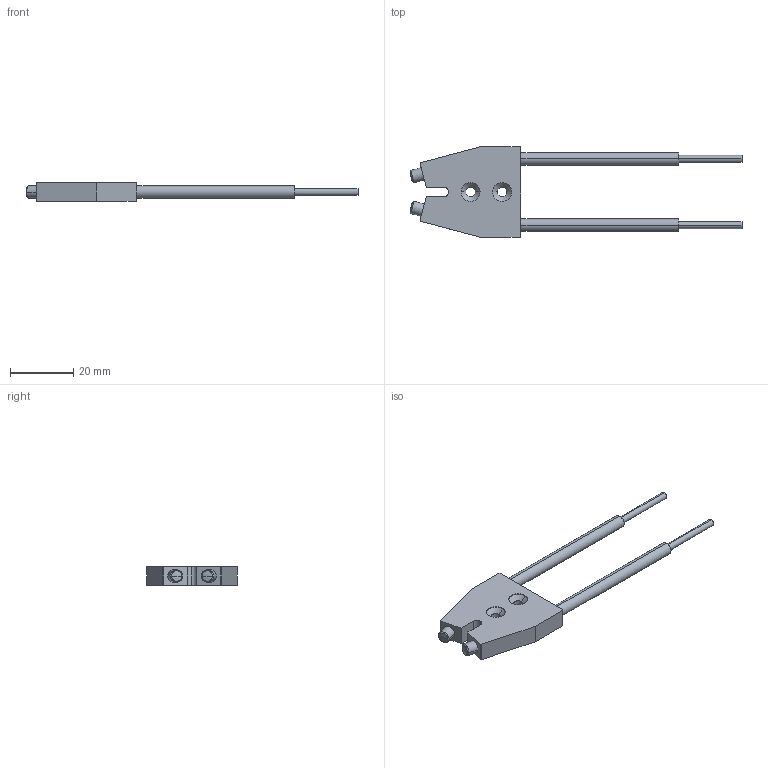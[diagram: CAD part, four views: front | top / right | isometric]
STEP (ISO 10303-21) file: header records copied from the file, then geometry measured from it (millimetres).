
FILE_DESCRIPTION (( 'STEP AP214' ), '1' );
FILE_NAME ('GPF-D052-PFA-5.0.STEP', '2017-11-17T05:40:56', ( 'TWLEE' ), ( '' ), 'SwSTEP 2.0', 'SolidWorks 2015', '' );
FILE_SCHEMA (( 'AUTOMOTIVE_DESIGN' ));
Length unit declared in the file: millimetre
Products named in the file (4): GPF-D052-PFA-5.0_LENS; GPF-D052-PFA-5.0_FIBER; GPF-D052-PFA-5.0_HEAD; GPF-D052-PFA-5.0
Assembly tree (5 placements, depth 2):
  GPF-D052-PFA-5.0
    GPF-D052-PFA-5.0_HEAD
    GPF-D052-PFA-5.0_FIBER  x2
    GPF-D052-PFA-5.0_LENS  x2
Bounding box: 105.14 x 28.71 x 6 mm (x, y, z)
Volume: 6031.6 mm3; surface area: 4106.4 mm2
Topology: 5 solids, 5 shells, 57 faces, 125 edges, 76 vertices
Faces by surface type: plane 23, cylinder 22, cone 8, bspline 4
Entity records: 1419 total; most frequent: CARTESIAN_POINT 245, DIRECTION 227, ORIENTED_EDGE 194, EDGE_CURVE 97, AXIS2_PLACEMENT_3D 83, VERTEX_POINT 61, LINE 61, VECTOR 61
